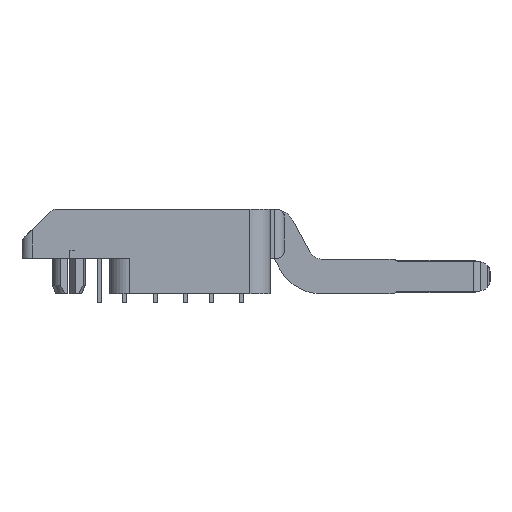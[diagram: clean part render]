
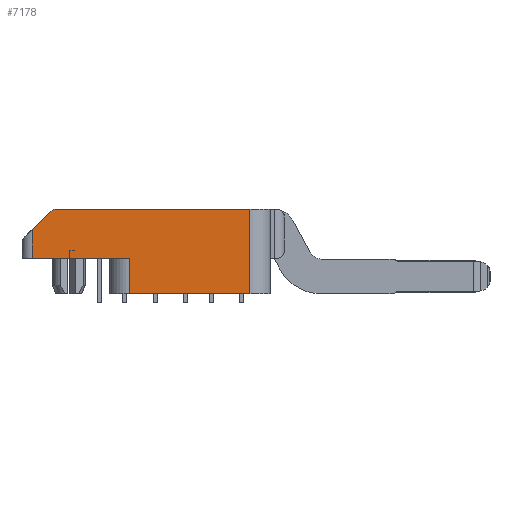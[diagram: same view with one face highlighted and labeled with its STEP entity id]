
A CAD part, left-side view. The second image highlights one B-rep face of the part: STEP entity #7178.
In plain terms, the highlighted planar face has unit normal (-1, 0, 0).
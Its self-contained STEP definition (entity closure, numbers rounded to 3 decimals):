
#175=CIRCLE($,#7750,0.5);
#492=FACE_OUTER_BOUND($,#932,.T.);
#932=EDGE_LOOP($,(#5399,#5400,#5401,#5402,#5403,#5404,#5405,#5406));
#1564=LINE($,#10928,#2423);
#1570=LINE($,#10951,#2429);
#1571=LINE($,#10954,#2430);
#1575=LINE($,#10968,#2434);
#1579=LINE($,#10980,#2438);
#1580=LINE($,#10982,#2439);
#1581=LINE($,#10983,#2440);
#2423=VECTOR($,#8866,1.42);
#2429=VECTOR($,#8888,1.73);
#2430=VECTOR($,#8893,4.8);
#2434=VECTOR($,#8909,1.207);
#2438=VECTOR($,#8921,9.493);
#2439=VECTOR($,#8922,5.9);
#2440=VECTOR($,#8923,4.15);
#3190=VERTEX_POINT($,#10925);
#3191=VERTEX_POINT($,#10927);
#3199=VERTEX_POINT($,#10948);
#3200=VERTEX_POINT($,#10950);
#3204=VERTEX_POINT($,#10967);
#3207=VERTEX_POINT($,#10974);
#3208=VERTEX_POINT($,#10979);
#3209=VERTEX_POINT($,#10981);
#3993=EDGE_CURVE($,#3190,#3191,#1564,.T.);
#4004=EDGE_CURVE($,#3199,#3200,#1570,.T.);
#4006=EDGE_CURVE($,#3200,#3190,#1571,.T.);
#4013=EDGE_CURVE($,#3191,#3204,#1575,.T.);
#4018=EDGE_CURVE($,#3204,#3207,#175,.T.);
#4019=EDGE_CURVE($,#3207,#3208,#1579,.T.);
#4020=EDGE_CURVE($,#3209,#3199,#1580,.T.);
#4021=EDGE_CURVE($,#3208,#3209,#1581,.T.);
#5399=ORIENTED_EDGE($,*,*,#4019,.F.);
#5400=ORIENTED_EDGE($,*,*,#4018,.F.);
#5401=ORIENTED_EDGE($,*,*,#4013,.F.);
#5402=ORIENTED_EDGE($,*,*,#3993,.F.);
#5403=ORIENTED_EDGE($,*,*,#4006,.F.);
#5404=ORIENTED_EDGE($,*,*,#4004,.F.);
#5405=ORIENTED_EDGE($,*,*,#4020,.F.);
#5406=ORIENTED_EDGE($,*,*,#4021,.F.);
#6791=PLANE($,#7751);
#7178=ADVANCED_FACE($,(#492),#6791,.F.);
#7750=AXIS2_PLACEMENT_3D($,#10977,#8917,#8918);
#7751=AXIS2_PLACEMENT_3D($,#10978,#8919,#8920);
#8866=DIRECTION($,(0.,0.,1.));
#8888=DIRECTION($,(0.,0.,1.));
#8893=DIRECTION($,(0.,1.,0.));
#8909=DIRECTION($,(0.,-0.707,0.707));
#8917=DIRECTION('center_axis',(1.,0.,0.));
#8918=DIRECTION('ref_axis',(0.,0.,
1.));
#8919=DIRECTION('center_axis',(1.,0.,0.));
#8920=DIRECTION('ref_axis',(0.,0.,-1.));
#8921=DIRECTION($,(0.,-1.,0.));
#8922=DIRECTION($,(0.,1.,0.));
#8923=DIRECTION($,(0.,0.,-1.));
#10925=CARTESIAN_POINT('',(-34.95,6.8,0.));
#10927=CARTESIAN_POINT('',(-34.95,6.8,1.42));
#10928=CARTESIAN_POINT($,(-34.95,6.8,0.));
#10948=CARTESIAN_POINT('',(-34.95,2.,-1.73));
#10950=CARTESIAN_POINT('',(-34.95,2.,0.));
#10951=CARTESIAN_POINT($,(-34.95,2.,-1.73));
#10954=CARTESIAN_POINT($,(-34.95,2.,0.));
#10967=CARTESIAN_POINT('',(-34.95,5.946,2.274));
#10968=CARTESIAN_POINT($,(-34.95,6.8,1.42));
#10974=CARTESIAN_POINT('',(-34.95,5.593,2.42));
#10977=CARTESIAN_POINT('Origin',(-34.95,5.593,1.92));
#10978=CARTESIAN_POINT('Origin',(-34.95,1.45,2.52));
#10979=CARTESIAN_POINT('',(-34.95,-3.9,2.42));
#10980=CARTESIAN_POINT($,(-34.95,5.593,2.42));
#10981=CARTESIAN_POINT('',(-34.95,-3.9,-1.73));
#10982=CARTESIAN_POINT($,(-34.95,-3.9,-1.73));
#10983=CARTESIAN_POINT($,(-34.95,-3.9,2.42));
